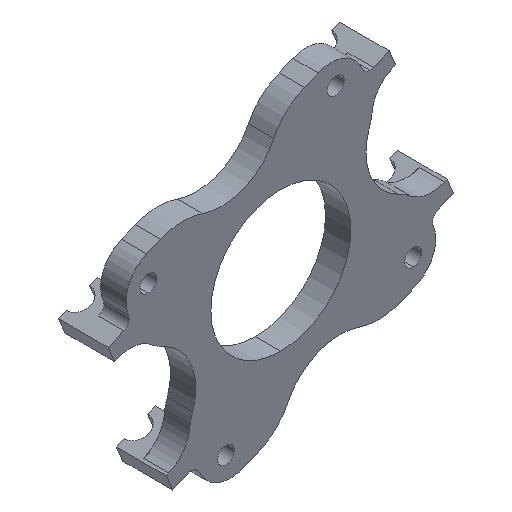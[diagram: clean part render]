
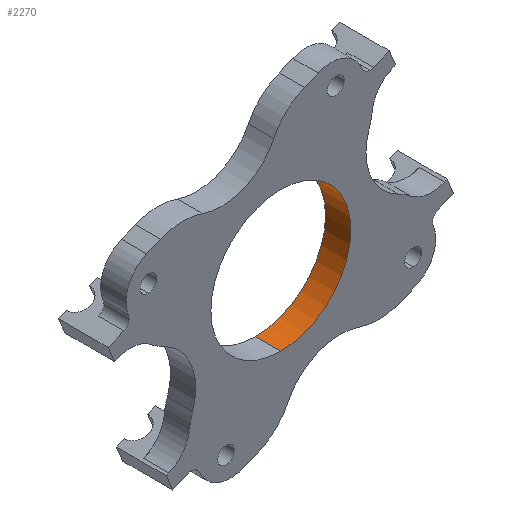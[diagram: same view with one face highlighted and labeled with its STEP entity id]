
A CAD part, isometric view. The second image highlights one B-rep face of the part: STEP entity #2270.
In plain terms, the highlighted cylindrical face has radius 41.5 mm (diameter 83 mm), a partial arc.
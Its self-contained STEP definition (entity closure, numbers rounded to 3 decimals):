
#191 = ORIENTED_EDGE ( 'NONE', *, *, #542, .F. ) ;
#210 = LINE ( 'NONE', #2596, #2483 ) ;
#230 = DIRECTION ( 'NONE',  ( 0., -1., 0. ) ) ;
#342 = DIRECTION ( 'NONE',  ( 0., 1., 0. ) ) ;
#456 = CARTESIAN_POINT ( 'NONE',  ( 0., 156.5, -41.5 ) ) ;
#470 = AXIS2_PLACEMENT_3D ( 'NONE', #2643, #3142, #663 ) ;
#478 = CIRCLE ( 'NONE', #470, 41.5 ) ;
#501 = CYLINDRICAL_SURFACE ( 'NONE', #2700, 41.5 ) ;
#537 = CARTESIAN_POINT ( 'NONE',  ( 0., 15., 0. ) ) ;
#542 = EDGE_CURVE ( 'NONE', #3000, #2297, #478, .T. ) ;
#640 = CARTESIAN_POINT ( 'NONE',  ( 0., 0., 41.5 ) ) ;
#663 = DIRECTION ( 'NONE',  ( 0., 0., 1. ) ) ;
#708 = VERTEX_POINT ( 'NONE', #1764 ) ;
#826 = CARTESIAN_POINT ( 'NONE',  ( 0., 15., -41.5 ) ) ;
#846 = CARTESIAN_POINT ( 'NONE',  ( 0., 156.5, 0. ) ) ;
#855 = EDGE_CURVE ( 'NONE', #708, #3000, #210, .T. ) ;
#1120 = EDGE_CURVE ( 'NONE', #708, #1145, #2412, .T. ) ;
#1145 = VERTEX_POINT ( 'NONE', #826 ) ;
#1577 = DIRECTION ( 'NONE',  ( 0., -1., 0. ) ) ;
#1648 = EDGE_CURVE ( 'NONE', #1145, #2297, #2045, .T. ) ;
#1746 = ORIENTED_EDGE ( 'NONE', *, *, #855, .F. ) ;
#1764 = CARTESIAN_POINT ( 'NONE',  ( 0., 15., 41.5 ) ) ;
#1787 = DIRECTION ( 'NONE',  ( 0., 0., -1. ) ) ;
#2044 = DIRECTION ( 'NONE',  ( 0., 0., 1. ) ) ;
#2045 = LINE ( 'NONE', #456, #2279 ) ;
#2270 = ADVANCED_FACE ( 'NONE', ( #2276 ), #501, .F. ) ;
#2276 = FACE_OUTER_BOUND ( 'NONE', #2911, .T. ) ;
#2279 = VECTOR ( 'NONE', #230, 1000. ) ;
#2297 = VERTEX_POINT ( 'NONE', #2546 ) ;
#2322 = DIRECTION ( 'NONE',  ( 0., -1., 0. ) ) ;
#2412 = CIRCLE ( 'NONE', #2547, 41.5 ) ;
#2418 = ORIENTED_EDGE ( 'NONE', *, *, #1648, .T. ) ;
#2483 = VECTOR ( 'NONE', #2322, 1000. ) ;
#2546 = CARTESIAN_POINT ( 'NONE',  ( 0., 0., -41.5 ) ) ;
#2547 = AXIS2_PLACEMENT_3D ( 'NONE', #537, #342, #2044 ) ;
#2596 = CARTESIAN_POINT ( 'NONE',  ( 0., 156.5, 41.5 ) ) ;
#2643 = CARTESIAN_POINT ( 'NONE',  ( 0., 0., 0. ) ) ;
#2657 = ORIENTED_EDGE ( 'NONE', *, *, #1120, .T. ) ;
#2700 = AXIS2_PLACEMENT_3D ( 'NONE', #846, #1577, #1787 ) ;
#2911 = EDGE_LOOP ( 'NONE', ( #1746, #2657, #2418, #191 ) ) ;
#3000 = VERTEX_POINT ( 'NONE', #640 ) ;
#3142 = DIRECTION ( 'NONE',  ( 0., 1., 0. ) ) ;
